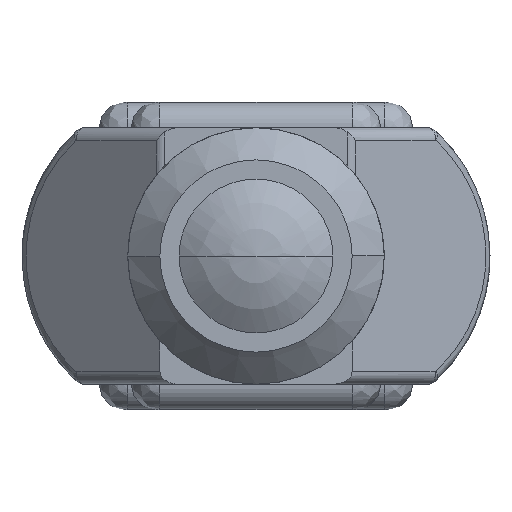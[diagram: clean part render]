
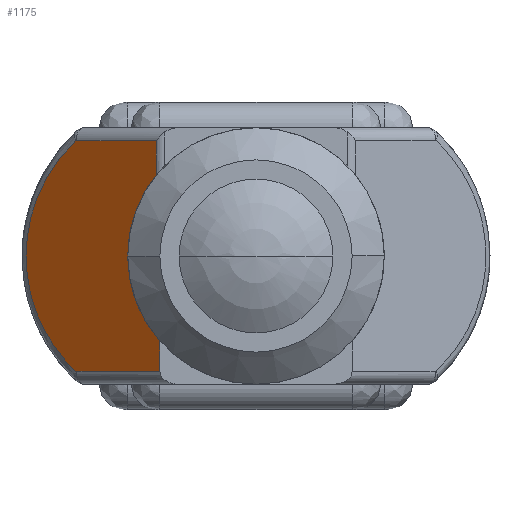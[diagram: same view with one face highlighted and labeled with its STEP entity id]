
A CAD part, left-side view. The second image highlights one B-rep face of the part: STEP entity #1175.
In plain terms, the highlighted planar face has unit normal (-0.732, 0.681, 0).
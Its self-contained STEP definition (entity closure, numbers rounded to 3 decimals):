
#128=CARTESIAN_POINT('',(2.7,1.5,-1.323));
#129=CARTESIAN_POINT('',(2.844,1.654,-1.148));
#130=CARTESIAN_POINT('',(3.067,1.895,-0.754));
#131=CARTESIAN_POINT('',(3.165,2.,-0.274));
#132=CARTESIAN_POINT('',(3.165,2.,0.));
#143=CARTESIAN_POINT('',(3.165,2.,0.));
#144=CARTESIAN_POINT('',(3.165,2.,0.254));
#145=CARTESIAN_POINT('',(3.08,1.909,0.706));
#146=CARTESIAN_POINT('',(2.881,1.695,1.084));
#147=CARTESIAN_POINT('',(2.754,1.558,1.255));
#165=DIRECTION('',(0.681,0.732,0.));
#166=VECTOR('',#165,1.787);
#167=CARTESIAN_POINT('',(2.7,1.5,-1.8));
#168=LINE('',#167,#166);
#169=CARTESIAN_POINT('',(3.917,2.809,1.8));
#170=CARTESIAN_POINT('',(4.016,2.915,1.7));
#171=CARTESIAN_POINT('',(4.193,3.105,1.485));
#172=CARTESIAN_POINT('',(4.397,3.325,1.132));
#173=CARTESIAN_POINT('',(4.543,3.481,0.752));
#174=CARTESIAN_POINT('',(4.628,3.572,0.351));
#175=CARTESIAN_POINT('',(4.65,3.596,-0.049));
#176=CARTESIAN_POINT('',(4.616,3.559,-0.415));
#177=CARTESIAN_POINT('',(4.544,3.483,-0.729));
#178=CARTESIAN_POINT('',(4.452,3.383,-0.993));
#179=CARTESIAN_POINT('',(4.348,3.271,-1.215));
#180=CARTESIAN_POINT('',(4.238,3.154,-1.402));
#181=CARTESIAN_POINT('',(4.129,3.036,-1.559));
#182=CARTESIAN_POINT('',(4.021,2.92,-1.691));
#183=CARTESIAN_POINT('',(3.951,2.845,-1.766));
#184=CARTESIAN_POINT('',(3.917,2.809,-1.8));
#186=DIRECTION('',(-0.681,-0.732,0.));
#187=VECTOR('',#186,1.709);
#188=CARTESIAN_POINT('',(3.917,2.809,1.8));
#189=LINE('',#188,#187);
#190=DIRECTION('',(0.,0.,-1.));
#191=VECTOR('',#190,0.545);
#192=CARTESIAN_POINT('',(2.754,1.558,1.8));
#193=LINE('',#192,#191);
#194=CARTESIAN_POINT('',(2.7,1.5,-1.8));
#200=DIRECTION('',(0.,0.,1.));
#201=VECTOR('',#200,0.477);
#202=CARTESIAN_POINT('',(2.7,1.5,-1.8));
#203=LINE('',#202,#201);
#781=VERTEX_POINT('',#128);
#782=VERTEX_POINT('',#132);
#801=VERTEX_POINT('',#194);
#805=CARTESIAN_POINT('',(3.917,2.809,-1.8));
#806=VERTEX_POINT('',#805);
#813=VERTEX_POINT('',#169);
#823=CARTESIAN_POINT('',(2.754,1.558,1.8));
#824=VERTEX_POINT('',#823);
#825=CARTESIAN_POINT('',(2.754,1.558,1.255));
#826=VERTEX_POINT('',#825);
#1156=CARTESIAN_POINT('',(4.7,3.65,-2.));
#1157=DIRECTION('',(-0.732,0.681,0.));
#1158=DIRECTION('',(-0.681,-0.732,0.));
#1159=AXIS2_PLACEMENT_3D('',#1156,#1157,#1158);
#1160=PLANE('',#1159);
#1162=ORIENTED_EDGE('',*,*,#1161,.T.);
#1164=ORIENTED_EDGE('',*,*,#1163,.F.);
#1166=ORIENTED_EDGE('',*,*,#1165,.T.);
#1168=ORIENTED_EDGE('',*,*,#1167,.T.);
#1169=ORIENTED_EDGE('',*,*,#1140,.F.);
#1170=ORIENTED_EDGE('',*,*,#1126,.F.);
#1172=ORIENTED_EDGE('',*,*,#1171,.F.);
#1173=EDGE_LOOP('',(#1162,#1164,#1166,#1168,#1169,#1170,#1172));
#1174=FACE_OUTER_BOUND('',#1173,.F.);
#1175=ADVANCED_FACE('',(#1174),#1160,.T.);
#133=B_SPLINE_CURVE_WITH_KNOTS('',3,(#128,#129,#130,#131,#132),.UNSPECIFIED.,
.F.,.F.,(4,1,4),(0.,0.5,1.),.UNSPECIFIED.);
#148=B_SPLINE_CURVE_WITH_KNOTS('',3,(#143,#144,#145,#146,#147),.UNSPECIFIED.,
.F.,.F.,(4,1,4),(0.,0.5,1.),.UNSPECIFIED.);
#185=B_SPLINE_CURVE_WITH_KNOTS('',3,(#169,#170,#171,#172,#173,#174,#175,#176,
#177,#178,#179,#180,#181,#182,#183,#184),.UNSPECIFIED.,.F.,.F.,(4,1,1,1,1,1,1,1,
1,1,1,1,1,4),(0.,0.077,0.154,0.231,
0.308,0.385,0.462,0.538,
0.615,0.692,0.769,0.846,
0.923,1.),.UNSPECIFIED.);
#1126=EDGE_CURVE('',#781,#782,#133,.T.);
#1140=EDGE_CURVE('',#782,#826,#148,.T.);
#1161=EDGE_CURVE('',#801,#806,#168,.T.);
#1163=EDGE_CURVE('',#813,#806,#185,.T.);
#1165=EDGE_CURVE('',#813,#824,#189,.T.);
#1167=EDGE_CURVE('',#824,#826,#193,.T.);
#1171=EDGE_CURVE('',#801,#781,#203,.T.);
